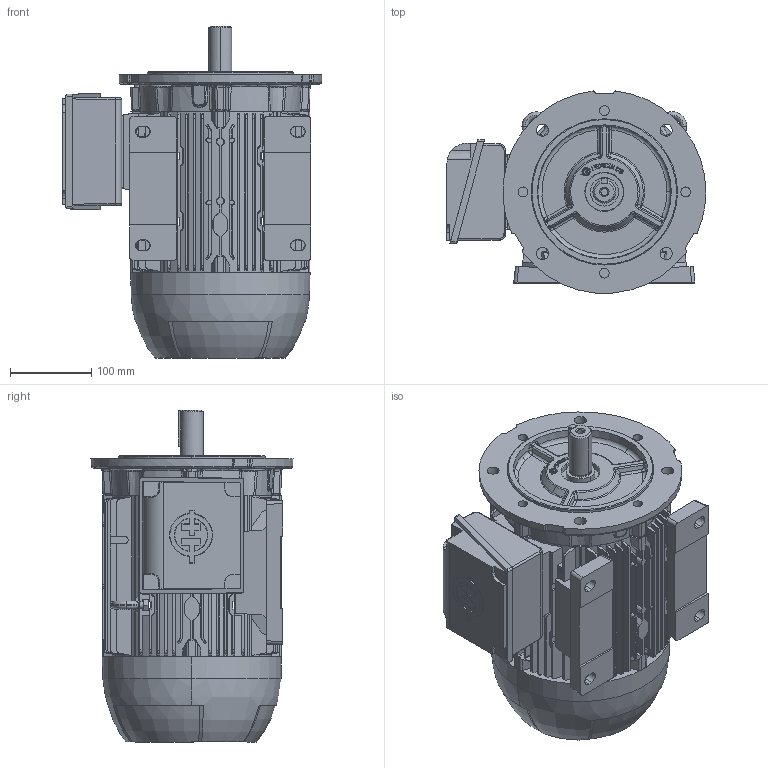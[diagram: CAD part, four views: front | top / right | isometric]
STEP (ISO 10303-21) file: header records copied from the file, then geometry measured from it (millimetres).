
FILE_DESCRIPTION (( 'STEP AP203' ), '1' );
FILE_NAME ('112S_CP_FF_RIGHT.STEP', '2022-06-28T20:01:17', ( '' ), ( '' ), 'SwSTEP 2.0', 'SolidWorks 2020', '' );
FILE_SCHEMA (( 'CONFIG_CONTROL_DESIGN' ));
Length unit declared in the file: millimetre
Products named in the file (1): 112S_CP_FF_RIGHT
Bounding box: 319.61 x 248.63 x 408.5 mm (x, y, z)
Surface area: 752535.7 mm2 (no closed solid volume)
Topology: 0 solids, 17 shells, 1854 faces, 5795 edges, 3890 vertices
Faces by surface type: plane 936, cylinder 395, cone 229, bspline 192, torus 102
Entity records: 73380 total; most frequent: CARTESIAN_POINT 26807, ORIENTED_EDGE 10181, DIRECTION 8423, EDGE_CURVE 5756, VERTEX_POINT 3890, VECTOR 3007, LINE 3007, AXIS2_PLACEMENT_3D 2708
